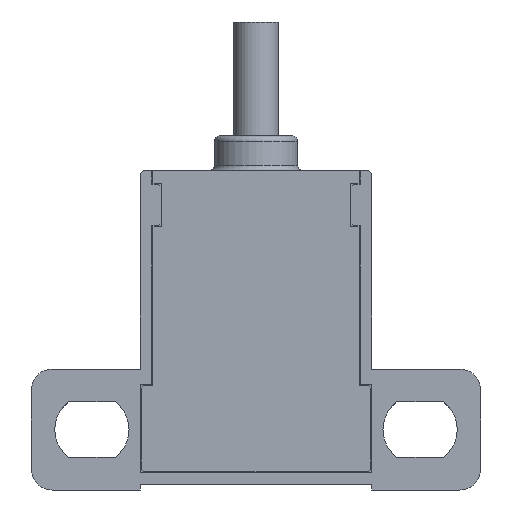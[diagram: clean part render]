
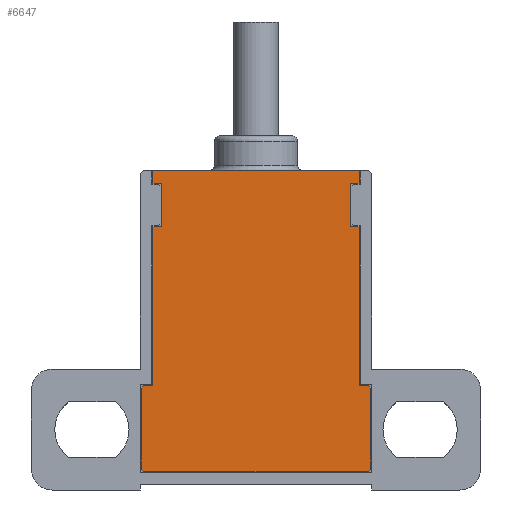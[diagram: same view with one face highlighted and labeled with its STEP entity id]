
A CAD part, front view. The second image highlights one B-rep face of the part: STEP entity #6647.
In plain terms, the highlighted planar face has unit normal (0, -1, 0).
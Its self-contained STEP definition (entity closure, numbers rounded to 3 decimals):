
#145=DIRECTION('',(-1.,0.,0.));
#146=VECTOR('',#145,11.94);
#147=CARTESIAN_POINT('',(5.97,-12.6,15.));
#148=LINE('',#147,#146);
#1155=DIRECTION('',(1.,0.,0.));
#1156=VECTOR('',#1155,13.);
#1157=CARTESIAN_POINT('',(-6.5,-12.6,-2.44));
#1158=LINE('',#1157,#1156);
#1259=DIRECTION('',(-1.,0.,0.));
#1260=VECTOR('',#1259,0.53);
#1261=CARTESIAN_POINT('',(-5.97,-12.6,2.55));
#1262=LINE('',#1261,#1260);
#1263=DIRECTION('',(0.,0.,-1.));
#1264=VECTOR('',#1263,9.2);
#1265=CARTESIAN_POINT('',(-5.97,-12.6,11.75));
#1266=LINE('',#1265,#1264);
#1275=DIRECTION('',(-0.707,0.,-0.707));
#1276=VECTOR('',#1275,0.212);
#1277=CARTESIAN_POINT('',(6.65,-12.6,-2.29));
#1278=LINE('',#1277,#1276);
#1279=DIRECTION('',(-0.707,0.,0.707));
#1280=VECTOR('',#1279,0.212);
#1281=CARTESIAN_POINT('',(-6.5,-12.6,-2.44));
#1282=LINE('',#1281,#1280);
#1283=DIRECTION('',(0.707,0.,0.707));
#1284=VECTOR('',#1283,0.212);
#1285=CARTESIAN_POINT('',(-6.65,-12.6,2.4));
#1286=LINE('',#1285,#1284);
#1287=DIRECTION('',(0.707,0.,-0.707));
#1288=VECTOR('',#1287,0.212);
#1289=CARTESIAN_POINT('',(6.5,-12.6,2.55));
#1290=LINE('',#1289,#1288);
#1299=DIRECTION('',(0.,0.,-1.));
#1300=VECTOR('',#1299,4.69);
#1301=CARTESIAN_POINT('',(-6.65,-12.6,2.4));
#1302=LINE('',#1301,#1300);
#1315=DIRECTION('',(-1.,0.,0.));
#1316=VECTOR('',#1315,0.52);
#1317=CARTESIAN_POINT('',(-5.45,-12.6,11.75));
#1318=LINE('',#1317,#1316);
#1387=DIRECTION('',(1.,0.,0.));
#1388=VECTOR('',#1387,0.52);
#1389=CARTESIAN_POINT('',(-5.97,-12.6,14.25));
#1390=LINE('',#1389,#1388);
#1451=DIRECTION('',(0.,0.,-1.));
#1452=VECTOR('',#1451,0.75);
#1453=CARTESIAN_POINT('',(-5.97,-12.6,15.));
#1454=LINE('',#1453,#1452);
#1471=DIRECTION('',(0.,0.,-1.));
#1472=VECTOR('',#1471,2.5);
#1473=CARTESIAN_POINT('',(-5.45,-12.6,14.25));
#1474=LINE('',#1473,#1472);
#1499=DIRECTION('',(0.,0.,1.));
#1500=VECTOR('',#1499,0.75);
#1501=CARTESIAN_POINT('',(5.97,-12.6,14.25));
#1502=LINE('',#1501,#1500);
#1531=DIRECTION('',(1.,0.,0.));
#1532=VECTOR('',#1531,0.52);
#1533=CARTESIAN_POINT('',(5.45,-12.6,14.25));
#1534=LINE('',#1533,#1532);
#1671=DIRECTION('',(-1.,0.,0.));
#1672=VECTOR('',#1671,0.52);
#1673=CARTESIAN_POINT('',(5.97,-12.6,11.75));
#1674=LINE('',#1673,#1672);
#1675=DIRECTION('',(0.,0.,1.));
#1676=VECTOR('',#1675,9.2);
#1677=CARTESIAN_POINT('',(5.97,-12.6,2.55));
#1678=LINE('',#1677,#1676);
#1691=DIRECTION('',(-1.,0.,0.));
#1692=VECTOR('',#1691,0.53);
#1693=CARTESIAN_POINT('',(6.5,-12.6,2.55));
#1694=LINE('',#1693,#1692);
#1711=DIRECTION('',(0.,0.,1.));
#1712=VECTOR('',#1711,4.69);
#1713=CARTESIAN_POINT('',(6.65,-12.6,-2.29));
#1714=LINE('',#1713,#1712);
#1719=DIRECTION('',(0.,0.,1.));
#1720=VECTOR('',#1719,2.5);
#1721=CARTESIAN_POINT('',(5.45,-12.6,11.75));
#1722=LINE('',#1721,#1720);
#4345=CARTESIAN_POINT('',(6.65,-12.6,-2.29));
#4346=CARTESIAN_POINT('',(6.5,-12.6,-2.44));
#4347=VERTEX_POINT('',#4345);
#4348=VERTEX_POINT('',#4346);
#4349=CARTESIAN_POINT('',(-6.5,-12.6,-2.44));
#4350=VERTEX_POINT('',#4349);
#4351=CARTESIAN_POINT('',(-6.65,-12.6,-2.29));
#4352=VERTEX_POINT('',#4351);
#4353=CARTESIAN_POINT('',(-6.65,-12.6,2.4));
#4354=VERTEX_POINT('',#4353);
#4355=CARTESIAN_POINT('',(-6.5,-12.6,2.55));
#4356=VERTEX_POINT('',#4355);
#4357=CARTESIAN_POINT('',(-5.97,-12.6,2.55));
#4358=VERTEX_POINT('',#4357);
#4359=CARTESIAN_POINT('',(-5.97,-12.6,11.75));
#4360=VERTEX_POINT('',#4359);
#4361=CARTESIAN_POINT('',(-5.45,-12.6,11.75));
#4362=VERTEX_POINT('',#4361);
#4363=CARTESIAN_POINT('',(-5.45,-12.6,14.25));
#4364=VERTEX_POINT('',#4363);
#4365=CARTESIAN_POINT('',(-5.97,-12.6,14.25));
#4366=VERTEX_POINT('',#4365);
#4367=CARTESIAN_POINT('',(-5.97,-12.6,15.));
#4368=VERTEX_POINT('',#4367);
#4369=CARTESIAN_POINT('',(5.97,-12.6,15.));
#4370=VERTEX_POINT('',#4369);
#4371=CARTESIAN_POINT('',(5.97,-12.6,14.25));
#4372=VERTEX_POINT('',#4371);
#4373=CARTESIAN_POINT('',(5.45,-12.6,14.25));
#4374=VERTEX_POINT('',#4373);
#4375=CARTESIAN_POINT('',(5.45,-12.6,11.75));
#4376=VERTEX_POINT('',#4375);
#4377=CARTESIAN_POINT('',(5.97,-12.6,11.75));
#4378=VERTEX_POINT('',#4377);
#4379=CARTESIAN_POINT('',(5.97,-12.6,2.55));
#4380=VERTEX_POINT('',#4379);
#4381=CARTESIAN_POINT('',(6.5,-12.6,2.55));
#4382=VERTEX_POINT('',#4381);
#4383=CARTESIAN_POINT('',(6.65,-12.6,2.4));
#4384=VERTEX_POINT('',#4383);
#6606=CARTESIAN_POINT('',(0.,-12.6,6.28));
#6607=DIRECTION('',(0.,1.,0.));
#6608=DIRECTION('',(1.,0.,0.));
#6609=AXIS2_PLACEMENT_3D('',#6606,#6607,#6608);
#6610=PLANE('',#6609);
#6611=ORIENTED_EDGE('',*,*,#6429,.T.);
#6612=ORIENTED_EDGE('',*,*,#6443,.F.);
#6613=ORIENTED_EDGE('',*,*,#6547,.T.);
#6615=ORIENTED_EDGE('',*,*,#6614,.F.);
#6617=ORIENTED_EDGE('',*,*,#6616,.T.);
#6618=ORIENTED_EDGE('',*,*,#6585,.F.);
#6619=ORIENTED_EDGE('',*,*,#6597,.F.);
#6621=ORIENTED_EDGE('',*,*,#6620,.F.);
#6623=ORIENTED_EDGE('',*,*,#6622,.F.);
#6625=ORIENTED_EDGE('',*,*,#6624,.F.);
#6627=ORIENTED_EDGE('',*,*,#6626,.F.);
#6628=ORIENTED_EDGE('',*,*,#4840,.F.);
#6630=ORIENTED_EDGE('',*,*,#6629,.F.);
#6632=ORIENTED_EDGE('',*,*,#6631,.F.);
#6634=ORIENTED_EDGE('',*,*,#6633,.F.);
#6636=ORIENTED_EDGE('',*,*,#6635,.F.);
#6638=ORIENTED_EDGE('',*,*,#6637,.F.);
#6640=ORIENTED_EDGE('',*,*,#6639,.F.);
#6642=ORIENTED_EDGE('',*,*,#6641,.T.);
#6644=ORIENTED_EDGE('',*,*,#6643,.F.);
#6645=EDGE_LOOP('',(#6611,#6612,#6613,#6615,#6617,#6618,#6619,#6621,#6623,#6625,
#6627,#6628,#6630,#6632,#6634,#6636,#6638,#6640,#6642,#6644));
#6646=FACE_OUTER_BOUND('',#6645,.F.);
#6647=ADVANCED_FACE('',(#6646),#6610,.F.);
#4840=EDGE_CURVE('',#4370,#4368,#148,.T.);
#6429=EDGE_CURVE('',#4347,#4348,#1278,.T.);
#6443=EDGE_CURVE('',#4350,#4348,#1158,.T.);
#6547=EDGE_CURVE('',#4350,#4352,#1282,.T.);
#6585=EDGE_CURVE('',#4358,#4356,#1262,.T.);
#6597=EDGE_CURVE('',#4360,#4358,#1266,.T.);
#6614=EDGE_CURVE('',#4354,#4352,#1302,.T.);
#6616=EDGE_CURVE('',#4354,#4356,#1286,.T.);
#6620=EDGE_CURVE('',#4362,#4360,#1318,.T.);
#6622=EDGE_CURVE('',#4364,#4362,#1474,.T.);
#6624=EDGE_CURVE('',#4366,#4364,#1390,.T.);
#6626=EDGE_CURVE('',#4368,#4366,#1454,.T.);
#6629=EDGE_CURVE('',#4372,#4370,#1502,.T.);
#6631=EDGE_CURVE('',#4374,#4372,#1534,.T.);
#6633=EDGE_CURVE('',#4376,#4374,#1722,.T.);
#6635=EDGE_CURVE('',#4378,#4376,#1674,.T.);
#6637=EDGE_CURVE('',#4380,#4378,#1678,.T.);
#6639=EDGE_CURVE('',#4382,#4380,#1694,.T.);
#6641=EDGE_CURVE('',#4382,#4384,#1290,.T.);
#6643=EDGE_CURVE('',#4347,#4384,#1714,.T.);
